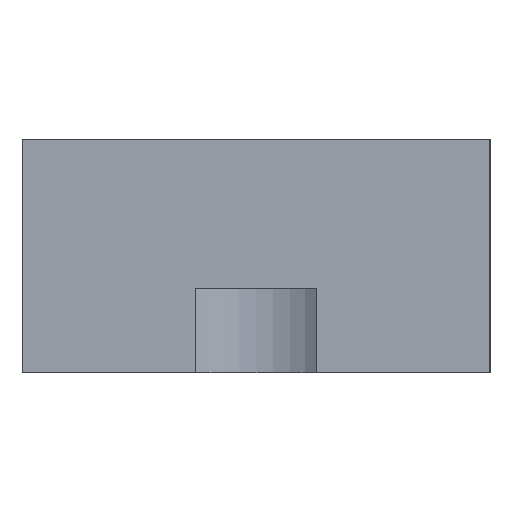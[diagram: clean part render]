
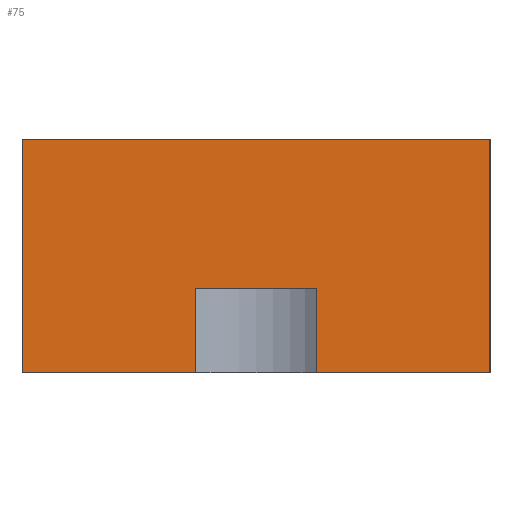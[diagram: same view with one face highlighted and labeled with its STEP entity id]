
A CAD part, left-side view. The second image highlights one B-rep face of the part: STEP entity #75.
In plain terms, the highlighted planar face has unit normal (-1, 0, 0).
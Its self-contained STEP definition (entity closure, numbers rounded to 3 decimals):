
#75 = ADVANCED_FACE( '', ( #92 ), #93, .T. );
#92 = FACE_OUTER_BOUND( '', #125, .T. );
#93 = PLANE( '', #126 );
#125 = EDGE_LOOP( '', ( #158, #159, #160, #161, #162, #163, #164, #165 ) );
#126 = AXIS2_PLACEMENT_3D( '', #166, #167, #168 );
#158 = ORIENTED_EDGE( '', *, *, #296, .T. );
#159 = ORIENTED_EDGE( '', *, *, #297, .T. );
#160 = ORIENTED_EDGE( '', *, *, #298, .F. );
#161 = ORIENTED_EDGE( '', *, *, #299, .F. );
#162 = ORIENTED_EDGE( '', *, *, #300, .T. );
#163 = ORIENTED_EDGE( '', *, *, #301, .T. );
#164 = ORIENTED_EDGE( '', *, *, #302, .F. );
#165 = ORIENTED_EDGE( '', *, *, #303, .F. );
#166 = CARTESIAN_POINT( '', ( -64.175, 25., 25. ) );
#167 = DIRECTION( '', ( -1., 0., 0. ) );
#168 = DIRECTION( '', ( 0., 0., 1. ) );
#296 = EDGE_CURVE( '', #341, #342, #343, .T. );
#297 = EDGE_CURVE( '', #342, #344, #345, .T. );
#298 = EDGE_CURVE( '', #346, #344, #347, .T. );
#299 = EDGE_CURVE( '', #348, #346, #349, .T. );
#300 = EDGE_CURVE( '', #348, #350, #351, .T. );
#301 = EDGE_CURVE( '', #350, #352, #353, .T. );
#302 = EDGE_CURVE( '', #354, #352, #355, .T. );
#303 = EDGE_CURVE( '', #341, #354, #356, .T. );
#341 = VERTEX_POINT( '', #416 );
#342 = VERTEX_POINT( '', #417 );
#343 = LINE( '', #418, #419 );
#344 = VERTEX_POINT( '', #420 );
#345 = LINE( '', #421, #422 );
#346 = VERTEX_POINT( '', #423 );
#347 = LINE( '', #424, #425 );
#348 = VERTEX_POINT( '', #426 );
#349 = LINE( '', #427, #428 );
#350 = VERTEX_POINT( '', #429 );
#351 = LINE( '', #430, #431 );
#352 = VERTEX_POINT( '', #432 );
#353 = LINE( '', #433, #434 );
#354 = VERTEX_POINT( '', #435 );
#355 = LINE( '', #436, #437 );
#356 = LINE( '', #438, #439 );
#416 = CARTESIAN_POINT( '', ( -64.175, 6.5, 9. ) );
#417 = CARTESIAN_POINT( '', ( -64.175, -6.5, 9. ) );
#418 = CARTESIAN_POINT( '', ( -64.175, 6.5, 9. ) );
#419 = VECTOR( '', #530, 1000. );
#420 = CARTESIAN_POINT( '', ( -64.175, -6.5, 0. ) );
#421 = CARTESIAN_POINT( '', ( -64.175, -6.5, 9. ) );
#422 = VECTOR( '', #531, 1000. );
#423 = CARTESIAN_POINT( '', ( -64.175, -25., 0. ) );
#424 = CARTESIAN_POINT( '', ( -64.175, 25., 0. ) );
#425 = VECTOR( '', #532, 1000. );
#426 = CARTESIAN_POINT( '', ( -64.175, -25., 25. ) );
#427 = CARTESIAN_POINT( '', ( -64.175, -25., 25. ) );
#428 = VECTOR( '', #533, 1000. );
#429 = CARTESIAN_POINT( '', ( -64.175, 25., 25. ) );
#430 = CARTESIAN_POINT( '', ( -64.175, 25., 25. ) );
#431 = VECTOR( '', #534, 1000. );
#432 = CARTESIAN_POINT( '', ( -64.175, 25., 0. ) );
#433 = CARTESIAN_POINT( '', ( -64.175, 25., 25. ) );
#434 = VECTOR( '', #535, 1000. );
#435 = CARTESIAN_POINT( '', ( -64.175, 6.5, 0. ) );
#436 = CARTESIAN_POINT( '', ( -64.175, 25., 0. ) );
#437 = VECTOR( '', #536, 1000. );
#438 = CARTESIAN_POINT( '', ( -64.175, 6.5, 9. ) );
#439 = VECTOR( '', #537, 1000. );
#530 = DIRECTION( '', ( 0., -1., 0. ) );
#531 = DIRECTION( '', ( 0., 0., -1. ) );
#532 = DIRECTION( '', ( 0., 1., 0. ) );
#533 = DIRECTION( '', ( 0., 0., -1. ) );
#534 = DIRECTION( '', ( 0., 1., 0. ) );
#535 = DIRECTION( '', ( 0., 0., -1. ) );
#536 = DIRECTION( '', ( 0., 1., 0. ) );
#537 = DIRECTION( '', ( 0., 0., -1. ) );
